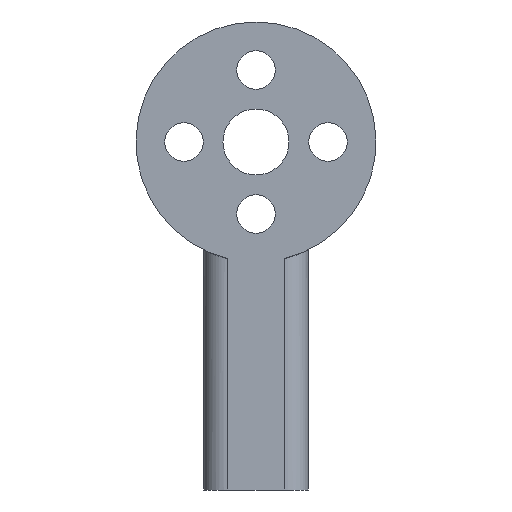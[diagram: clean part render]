
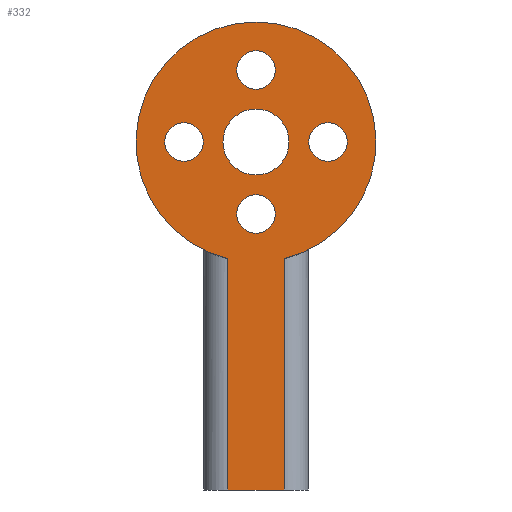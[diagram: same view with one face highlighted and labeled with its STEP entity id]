
A CAD part, front view. The second image highlights one B-rep face of the part: STEP entity #332.
In plain terms, the highlighted planar face has unit normal (0, -1, 0).
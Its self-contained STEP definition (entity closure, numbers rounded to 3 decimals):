
#7 = DIRECTION ( 'NONE',  ( 0., 1., 0. ) ) ;
#9 = DIRECTION ( 'NONE',  ( 0., 1., 0. ) ) ;
#14 = AXIS2_PLACEMENT_3D ( 'NONE', #229, #982, #869 ) ;
#31 = DIRECTION ( 'NONE',  ( 0., 1., 0. ) ) ;
#40 = FACE_OUTER_BOUND ( 'NONE', #691, .T. ) ;
#51 = VERTEX_POINT ( 'NONE', #639 ) ;
#62 = CIRCLE ( 'NONE', #14, 2.75 ) ;
#87 = ORIENTED_EDGE ( 'NONE', *, *, #280, .T. ) ;
#108 = VERTEX_POINT ( 'NONE', #1097 ) ;
#116 = LINE ( 'NONE', #1407, #1161 ) ;
#175 = EDGE_CURVE ( 'NONE', #1026, #108, #116, .T. ) ;
#191 = EDGE_CURVE ( 'NONE', #1303, #371, #62, .T. ) ;
#197 = DIRECTION ( 'NONE',  ( 0., 0., 1. ) ) ;
#206 = DIRECTION ( 'NONE',  ( 0., 1., 0. ) ) ;
#217 = CARTESIAN_POINT ( 'NONE',  ( 0., 0., 4.4 ) ) ;
#224 = VECTOR ( 'NONE', #1257, 1000. ) ;
#225 = ORIENTED_EDGE ( 'NONE', *, *, #191, .T. ) ;
#229 = CARTESIAN_POINT ( 'NONE',  ( 0., 0., 0. ) ) ;
#246 = EDGE_CURVE ( 'NONE', #1141, #51, #839, .T. ) ;
#252 = DIRECTION ( 'NONE',  ( 0., 0., 1. ) ) ;
#269 = CARTESIAN_POINT ( 'NONE',  ( -2.359, 0., -9.718 ) ) ;
#280 = EDGE_CURVE ( 'NONE', #371, #1303, #562, .T. ) ;
#296 = ORIENTED_EDGE ( 'NONE', *, *, #883, .T. ) ;
#299 = EDGE_CURVE ( 'NONE', #1026, #922, #582, .T. ) ;
#300 = CARTESIAN_POINT ( 'NONE',  ( 0., 0., 2.75 ) ) ;
#304 = DIRECTION ( 'NONE',  ( 0., 0., 1. ) ) ;
#305 = CARTESIAN_POINT ( 'NONE',  ( -6., 0., 1.6 ) ) ;
#308 = ORIENTED_EDGE ( 'NONE', *, *, #443, .T. ) ;
#316 = VERTEX_POINT ( 'NONE', #269 ) ;
#327 = CARTESIAN_POINT ( 'NONE',  ( 0., 0., 6. ) ) ;
#332 = ADVANCED_FACE ( 'NONE', ( #1023, #40, #359, #919, #1346, #903 ), #470, .F. ) ;
#333 = CARTESIAN_POINT ( 'NONE',  ( 0., 0., -6. ) ) ;
#349 = EDGE_LOOP ( 'NONE', ( #440, #814 ) ) ;
#355 = EDGE_LOOP ( 'NONE', ( #871, #296 ) ) ;
#359 = FACE_BOUND ( 'NONE', #349, .T. ) ;
#367 = AXIS2_PLACEMENT_3D ( 'NONE', #970, #1390, #304 ) ;
#371 = VERTEX_POINT ( 'NONE', #300 ) ;
#375 = DIRECTION ( 'NONE',  ( 0., 0., 1. ) ) ;
#378 = ORIENTED_EDGE ( 'NONE', *, *, #436, .T. ) ;
#384 = VECTOR ( 'NONE', #1375, 1000. ) ;
#398 = DIRECTION ( 'NONE',  ( 0., 1., 0. ) ) ;
#404 = CIRCLE ( 'NONE', #541, 1.6 ) ;
#420 = EDGE_CURVE ( 'NONE', #906, #1169, #404, .T. ) ;
#430 = VERTEX_POINT ( 'NONE', #1067 ) ;
#436 = EDGE_CURVE ( 'NONE', #1042, #473, #1050, .T. ) ;
#440 = ORIENTED_EDGE ( 'NONE', *, *, #643, .T. ) ;
#442 = VERTEX_POINT ( 'NONE', #953 ) ;
#443 = EDGE_CURVE ( 'NONE', #316, #922, #507, .T. ) ;
#450 = AXIS2_PLACEMENT_3D ( 'NONE', #575, #703, #1230 ) ;
#470 = PLANE ( 'NONE',  #841 ) ;
#473 = VERTEX_POINT ( 'NONE', #305 ) ;
#495 = CARTESIAN_POINT ( 'NONE',  ( 0., 0., 7.6 ) ) ;
#499 = CARTESIAN_POINT ( 'NONE',  ( 0., 0., 6. ) ) ;
#507 = LINE ( 'NONE', #517, #384 ) ;
#511 = DIRECTION ( 'NONE',  ( 0., 1., 0. ) ) ;
#517 = CARTESIAN_POINT ( 'NONE',  ( -2.359, 0., 0. ) ) ;
#541 = AXIS2_PLACEMENT_3D ( 'NONE', #499, #398, #828 ) ;
#548 = ORIENTED_EDGE ( 'NONE', *, *, #881, .T. ) ;
#562 = CIRCLE ( 'NONE', #450, 2.75 ) ;
#573 = DIRECTION ( 'NONE',  ( 0., 0., 1. ) ) ;
#575 = CARTESIAN_POINT ( 'NONE',  ( 0., 0., 0. ) ) ;
#582 = LINE ( 'NONE', #689, #224 ) ;
#611 = CIRCLE ( 'NONE', #1255, 1.6 ) ;
#639 = CARTESIAN_POINT ( 'NONE',  ( 6., 0., 1.6 ) ) ;
#643 = EDGE_CURVE ( 'NONE', #442, #430, #937, .T. ) ;
#657 = CIRCLE ( 'NONE', #367, 1.6 ) ;
#677 = CIRCLE ( 'NONE', #1096, 1.6 ) ;
#678 = EDGE_CURVE ( 'NONE', #316, #108, #1253, .T. ) ;
#687 = CARTESIAN_POINT ( 'NONE',  ( 0., 0., -6. ) ) ;
#689 = CARTESIAN_POINT ( 'NONE',  ( 4.359, 0., -29. ) ) ;
#691 = EDGE_LOOP ( 'NONE', ( #1368, #926, #1203, #308 ) ) ;
#703 = DIRECTION ( 'NONE',  ( 0., 1., 0. ) ) ;
#723 = DIRECTION ( 'NONE',  ( 0., 0., 1. ) ) ;
#732 = EDGE_CURVE ( 'NONE', #430, #442, #1118, .T. ) ;
#774 = EDGE_LOOP ( 'NONE', ( #1003, #956 ) ) ;
#800 = CARTESIAN_POINT ( 'NONE',  ( 6., 0., 0. ) ) ;
#803 = CARTESIAN_POINT ( 'NONE',  ( 6., 0., -1.6 ) ) ;
#807 = DIRECTION ( 'NONE',  ( 0., 0., 1. ) ) ;
#814 = ORIENTED_EDGE ( 'NONE', *, *, #732, .T. ) ;
#828 = DIRECTION ( 'NONE',  ( 0., 0., 1. ) ) ;
#839 = CIRCLE ( 'NONE', #1095, 1.6 ) ;
#841 = AXIS2_PLACEMENT_3D ( 'NONE', #1151, #910, #375 ) ;
#869 = DIRECTION ( 'NONE',  ( 0., 0., 1. ) ) ;
#871 = ORIENTED_EDGE ( 'NONE', *, *, #246, .T. ) ;
#881 = EDGE_CURVE ( 'NONE', #473, #1042, #657, .T. ) ;
#883 = EDGE_CURVE ( 'NONE', #51, #1141, #677, .T. ) ;
#903 = FACE_BOUND ( 'NONE', #915, .T. ) ;
#906 = VERTEX_POINT ( 'NONE', #217 ) ;
#909 = CARTESIAN_POINT ( 'NONE',  ( 0., 0., 0. ) ) ;
#910 = DIRECTION ( 'NONE',  ( 0., 1., 0. ) ) ;
#915 = EDGE_LOOP ( 'NONE', ( #378, #548 ) ) ;
#916 = AXIS2_PLACEMENT_3D ( 'NONE', #687, #511, #1059 ) ;
#919 = FACE_BOUND ( 'NONE', #355, .T. ) ;
#922 = VERTEX_POINT ( 'NONE', #1410 ) ;
#926 = ORIENTED_EDGE ( 'NONE', *, *, #175, .T. ) ;
#937 = CIRCLE ( 'NONE', #1166, 1.6 ) ;
#953 = CARTESIAN_POINT ( 'NONE',  ( 0., 0., -7.6 ) ) ;
#956 = ORIENTED_EDGE ( 'NONE', *, *, #1384, .T. ) ;
#970 = CARTESIAN_POINT ( 'NONE',  ( -6., 0., 0. ) ) ;
#982 = DIRECTION ( 'NONE',  ( 0., 1., 0. ) ) ;
#1003 = ORIENTED_EDGE ( 'NONE', *, *, #420, .T. ) ;
#1011 = DIRECTION ( 'NONE',  ( 0., 0., 1. ) ) ;
#1023 = FACE_BOUND ( 'NONE', #1213, .T. ) ;
#1026 = VERTEX_POINT ( 'NONE', #1120 ) ;
#1042 = VERTEX_POINT ( 'NONE', #1106 ) ;
#1050 = CIRCLE ( 'NONE', #1164, 1.6 ) ;
#1059 = DIRECTION ( 'NONE',  ( 0., 0., 1. ) ) ;
#1062 = CARTESIAN_POINT ( 'NONE',  ( -6., 0., 0. ) ) ;
#1067 = CARTESIAN_POINT ( 'NONE',  ( 0., 0., -4.4 ) ) ;
#1087 = CARTESIAN_POINT ( 'NONE',  ( 6., 0., 0. ) ) ;
#1093 = DIRECTION ( 'NONE',  ( 0., 0., 1. ) ) ;
#1095 = AXIS2_PLACEMENT_3D ( 'NONE', #800, #1330, #807 ) ;
#1096 = AXIS2_PLACEMENT_3D ( 'NONE', #1087, #1198, #197 ) ;
#1097 = CARTESIAN_POINT ( 'NONE',  ( 2.359, 0., -9.718 ) ) ;
#1106 = CARTESIAN_POINT ( 'NONE',  ( -6., 0., -1.6 ) ) ;
#1118 = CIRCLE ( 'NONE', #916, 1.6 ) ;
#1120 = CARTESIAN_POINT ( 'NONE',  ( 2.359, 0., -29. ) ) ;
#1141 = VERTEX_POINT ( 'NONE', #803 ) ;
#1143 = AXIS2_PLACEMENT_3D ( 'NONE', #909, #31, #573 ) ;
#1151 = CARTESIAN_POINT ( 'NONE',  ( 0., 0., 0. ) ) ;
#1161 = VECTOR ( 'NONE', #1011, 1000. ) ;
#1164 = AXIS2_PLACEMENT_3D ( 'NONE', #1062, #206, #723 ) ;
#1166 = AXIS2_PLACEMENT_3D ( 'NONE', #333, #7, #1093 ) ;
#1169 = VERTEX_POINT ( 'NONE', #495 ) ;
#1198 = DIRECTION ( 'NONE',  ( 0., 1., 0. ) ) ;
#1203 = ORIENTED_EDGE ( 'NONE', *, *, #678, .F. ) ;
#1213 = EDGE_LOOP ( 'NONE', ( #87, #225 ) ) ;
#1230 = DIRECTION ( 'NONE',  ( 0., 0., 1. ) ) ;
#1253 = CIRCLE ( 'NONE', #1143, 10. ) ;
#1255 = AXIS2_PLACEMENT_3D ( 'NONE', #327, #9, #252 ) ;
#1257 = DIRECTION ( 'NONE',  ( -1., 0., 0. ) ) ;
#1303 = VERTEX_POINT ( 'NONE', #1388 ) ;
#1330 = DIRECTION ( 'NONE',  ( 0., 1., 0. ) ) ;
#1346 = FACE_BOUND ( 'NONE', #774, .T. ) ;
#1368 = ORIENTED_EDGE ( 'NONE', *, *, #299, .F. ) ;
#1375 = DIRECTION ( 'NONE',  ( 0., 0., -1. ) ) ;
#1384 = EDGE_CURVE ( 'NONE', #1169, #906, #611, .T. ) ;
#1388 = CARTESIAN_POINT ( 'NONE',  ( 0., 0., -2.75 ) ) ;
#1390 = DIRECTION ( 'NONE',  ( 0., 1., 0. ) ) ;
#1407 = CARTESIAN_POINT ( 'NONE',  ( 2.359, 0., 0. ) ) ;
#1410 = CARTESIAN_POINT ( 'NONE',  ( -2.359, 0., -29. ) ) ;
